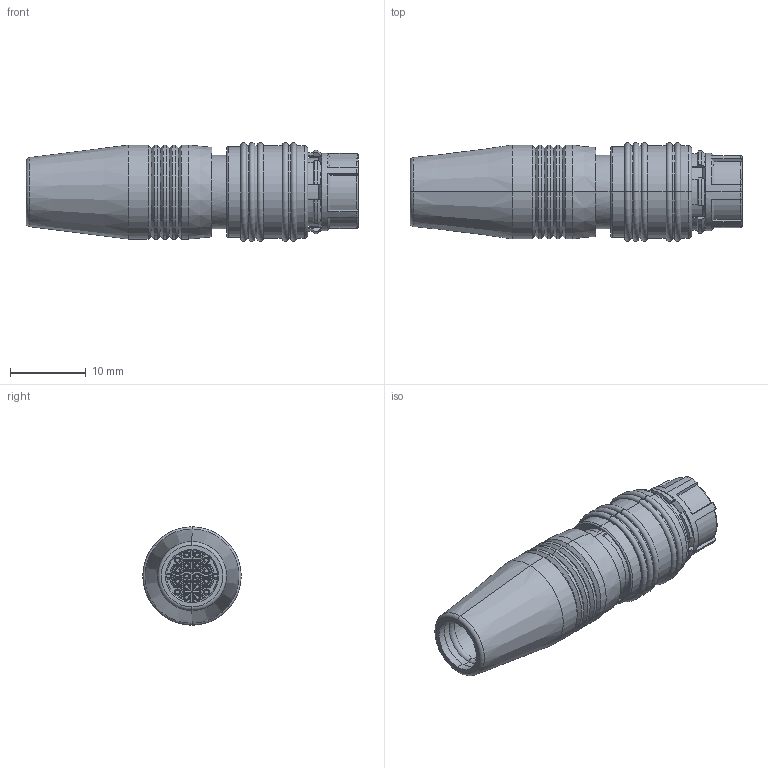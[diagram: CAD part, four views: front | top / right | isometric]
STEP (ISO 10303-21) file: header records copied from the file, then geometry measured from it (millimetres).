
FILE_DESCRIPTION(('OneSpaceDesigner STEP Export'),'2;1');
FILE_NAME('HR25A-9P-20P.stp','2007-09-28T17:37:03',(''),(''),'OneSpace Designer STEP processor for AP214 (Solid Model)','OneSpace Modeling 15.00A 14-Mar-2007 (C) CoCreate Software GmbH','');
FILE_SCHEMA(('AUTOMOTIVE_DESIGN { 1 0 10303 214 1 1 1 1 }'));
Length unit declared in the file: millimetre
Products named in the file (2): HR25A-9P-20P
Assembly tree (1 placements, depth 2):
  HR25A-9P-20P
    HR25A-9P-20P
Bounding box: 43.8 x 13 x 13 mm (x, y, z)
Volume: 2504.9 mm3; surface area: 5069 mm2
Topology: 2 solids, 4 shells, 763 faces, 1769 edges, 1062 vertices
Faces by surface type: cylinder 275, plane 270, cone 102, bspline 66, torus 50
Entity records: 32195 total; most frequent: CARTESIAN_POINT 17367, ORIENTED_EDGE 3540, DIRECTION 2349, EDGE_CURVE 1769, VERTEX_POINT 1062, VECTOR 825, LINE 825, EDGE_LOOP 822
